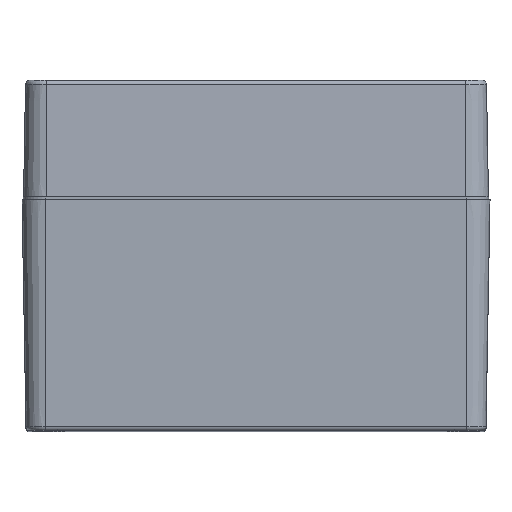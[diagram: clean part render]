
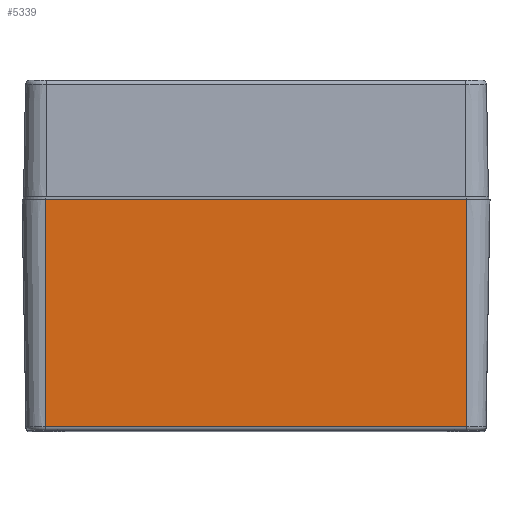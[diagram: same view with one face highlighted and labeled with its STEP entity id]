
A CAD part, top view. The second image highlights one B-rep face of the part: STEP entity #5339.
In plain terms, the highlighted planar face has unit normal (0, -0.018, 1).
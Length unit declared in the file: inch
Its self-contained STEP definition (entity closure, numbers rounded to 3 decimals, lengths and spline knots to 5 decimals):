
#5127 = LINE ( 'NONE', #5137, #9938 ) ;
#5133 = LINE ( 'NONE', #5135, #9940 ) ;
#5134 = CARTESIAN_POINT ( 'NONE',  ( 3.5498, 0., 7.077 ) ) ;
#5135 = CARTESIAN_POINT ( 'NONE',  ( 3.5498, -3.83623, 7.01004 ) ) ;
#5136 = DIRECTION ( 'NONE',  ( 1., 0., 0. ) ) ;
#5137 = CARTESIAN_POINT ( 'NONE',  ( -3.5498, 0., 7.077 ) ) ;
#5138 = DIRECTION ( 'NONE',  ( 0., 1., 0.017 ) ) ;
#5140 = LINE ( 'NONE', #5134, #9941 ) ;
#5144 = DIRECTION ( 'NONE',  ( 0., 1., 0.017 ) ) ;
#5251 = LINE ( 'NONE', #5252, #9996 ) ;
#5252 = CARTESIAN_POINT ( 'NONE',  ( -3.5498, 0., 7.077 ) ) ;
#5262 = DIRECTION ( 'NONE',  ( 1., 0., 0. ) ) ;
#5339 = ADVANCED_FACE ( 'NONE', ( #12600 ), #12594, .T. ) ;
#6034 = EDGE_LOOP ( 'NONE', ( #16226, #16224, #16223, #16222 ) ) ;
#7575 = AXIS2_PLACEMENT_3D ( 'NONE', #12596, #12602, #12603 ) ;
#9938 = VECTOR ( 'NONE', #5138, 39.37008 ) ;
#9940 = VECTOR ( 'NONE', #5136, 39.37008 ) ;
#9941 = VECTOR ( 'NONE', #5144, 39.37008 ) ;
#9996 = VECTOR ( 'NONE', #5262, 39.37008 ) ;
#12594 = PLANE ( 'NONE',  #7575 ) ;
#12596 = CARTESIAN_POINT ( 'NONE',  ( 0., 0., 7.077 ) ) ;
#12600 = FACE_OUTER_BOUND ( 'NONE', #6034, .T. ) ;
#12602 = DIRECTION ( 'NONE',  ( 0., -0.017, 1. ) ) ;
#12603 = DIRECTION ( 'NONE',  ( 0., -1., -0.017 ) ) ;
#15702 = EDGE_CURVE ( 'NONE', #21455, #21454, #5133, .T. ) ;
#15703 = EDGE_CURVE ( 'NONE', #21455, #21437, #5127, .T. ) ;
#15705 = EDGE_CURVE ( 'NONE', #21454, #21438, #5140, .T. ) ;
#15744 = EDGE_CURVE ( 'NONE', #21437, #21438, #5251, .T. ) ;
#16222 = ORIENTED_EDGE ( 'NONE', *, *, #15744, .F. ) ;
#16223 = ORIENTED_EDGE ( 'NONE', *, *, #15705, .T. ) ;
#16224 = ORIENTED_EDGE ( 'NONE', *, *, #15702, .T. ) ;
#16226 = ORIENTED_EDGE ( 'NONE', *, *, #15703, .F. ) ;
#17760 = CARTESIAN_POINT ( 'NONE',  ( -3.5498, 0., 7.077 ) ) ;
#17761 = CARTESIAN_POINT ( 'NONE',  ( 3.5498, 0., 7.077 ) ) ;
#17777 = CARTESIAN_POINT ( 'NONE',  ( 3.5498, -3.83623, 7.01004 ) ) ;
#17778 = CARTESIAN_POINT ( 'NONE',  ( -3.5498, -3.83623, 7.01004 ) ) ;
#21437 = VERTEX_POINT ( 'NONE', #17760 ) ;
#21438 = VERTEX_POINT ( 'NONE', #17761 ) ;
#21454 = VERTEX_POINT ( 'NONE', #17777 ) ;
#21455 = VERTEX_POINT ( 'NONE', #17778 ) ;
